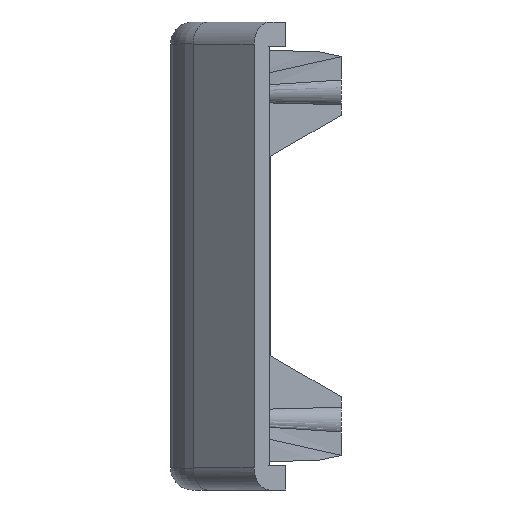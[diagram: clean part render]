
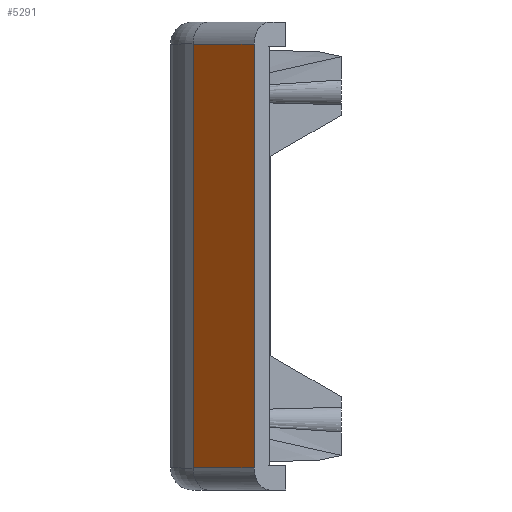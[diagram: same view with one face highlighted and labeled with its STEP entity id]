
A CAD part, left-side view. The second image highlights one B-rep face of the part: STEP entity #5291.
In plain terms, the highlighted planar face has unit normal (-0.707, 0.707, 0).
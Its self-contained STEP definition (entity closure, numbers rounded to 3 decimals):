
#184 = PLANE('',#185);
#185 = AXIS2_PLACEMENT_3D('',#186,#187,#188);
#186 = CARTESIAN_POINT('',(-31.932,2.828,21.1));
#187 = DIRECTION('',(0.707,0.707,0.));
#188 = DIRECTION('',(-0.707,0.707,0.));
#212 = CYLINDRICAL_SURFACE('',#213,2.);
#213 = AXIS2_PLACEMENT_3D('',#214,#215,#216);
#214 = CARTESIAN_POINT('',(-24.947,6.985,-19.1));
#215 = DIRECTION('',(-0.707,-0.707,0.));
#216 = DIRECTION('',(0.707,-0.707,0.));
#1036 = VERTEX_POINT('',#1037);
#1037 = CARTESIAN_POINT('',(-31.932,2.828,19.1));
#1052 = CYLINDRICAL_SURFACE('',#1053,2.);
#1053 = AXIS2_PLACEMENT_3D('',#1054,#1055,#1056);
#1054 = CARTESIAN_POINT('',(-24.947,6.985,19.1));
#1055 = DIRECTION('',(-0.707,-0.707,0.));
#1056 = DIRECTION('',(0.707,-0.707,0.));
#1064 = EDGE_CURVE('',#1065,#1036,#1067,.T.);
#1065 = VERTEX_POINT('',#1066);
#1066 = CARTESIAN_POINT('',(-31.932,2.828,-19.1));
#1067 = SURFACE_CURVE('',#1068,(#1072,#1079),.PCURVE_S1.);
#1068 = LINE('',#1069,#1070);
#1069 = CARTESIAN_POINT('',(-31.932,2.828,21.1));
#1070 = VECTOR('',#1071,1.);
#1071 = DIRECTION('',(0.,0.,1.));
#1072 = PCURVE('',#184,#1073);
#1073 = DEFINITIONAL_REPRESENTATION('',(#1074),#1078);
#1074 = LINE('',#1075,#1076);
#1075 = CARTESIAN_POINT('',(0.,0.));
#1076 = VECTOR('',#1077,1.);
#1077 = DIRECTION('',(0.,1.));
#1078 = ( GEOMETRIC_REPRESENTATION_CONTEXT(2) 
PARAMETRIC_REPRESENTATION_CONTEXT() REPRESENTATION_CONTEXT('2D SPACE',''
  ) );
#1079 = PCURVE('',#1080,#1085);
#1080 = PLANE('',#1081);
#1081 = AXIS2_PLACEMENT_3D('',#1082,#1083,#1084);
#1082 = CARTESIAN_POINT('',(-26.361,8.399,19.1));
#1083 = DIRECTION('',(-0.707,0.707,0.));
#1084 = DIRECTION('',(-0.707,-0.707,0.));
#1085 = DEFINITIONAL_REPRESENTATION('',(#1086),#1090);
#1086 = LINE('',#1087,#1088);
#1087 = CARTESIAN_POINT('',(7.879,2.));
#1088 = VECTOR('',#1089,1.);
#1089 = DIRECTION('',(0.,1.));
#1090 = ( GEOMETRIC_REPRESENTATION_CONTEXT(2) 
PARAMETRIC_REPRESENTATION_CONTEXT() REPRESENTATION_CONTEXT('2D SPACE',''
  ) );
#1269 = CYLINDRICAL_SURFACE('',#1270,7.);
#1270 = AXIS2_PLACEMENT_3D('',#1271,#1272,#1273);
#1271 = CARTESIAN_POINT('',(-21.497,3.364,21.1));
#1272 = DIRECTION('',(0.,0.,-1.));
#1273 = DIRECTION('',(-1.,0.,0.));
#4125 = EDGE_CURVE('',#4126,#4128,#4130,.T.);
#4126 = VERTEX_POINT('',#4127);
#4127 = CARTESIAN_POINT('',(-26.447,8.314,19.1));
#4128 = VERTEX_POINT('',#4129);
#4129 = CARTESIAN_POINT('',(-26.447,8.314,-19.1));
#4130 = SURFACE_CURVE('',#4131,(#4135,#4142),.PCURVE_S1.);
#4131 = LINE('',#4132,#4133);
#4132 = CARTESIAN_POINT('',(-26.447,8.314,21.1));
#4133 = VECTOR('',#4134,1.);
#4134 = DIRECTION('',(0.,0.,-1.));
#4135 = PCURVE('',#1269,#4136);
#4136 = DEFINITIONAL_REPRESENTATION('',(#4137),#4141);
#4137 = LINE('',#4138,#4139);
#4138 = CARTESIAN_POINT('',(0.785,0.));
#4139 = VECTOR('',#4140,1.);
#4140 = DIRECTION('',(0.,1.));
#4141 = ( GEOMETRIC_REPRESENTATION_CONTEXT(2) 
PARAMETRIC_REPRESENTATION_CONTEXT() REPRESENTATION_CONTEXT('2D SPACE',''
  ) );
#4142 = PCURVE('',#1080,#4143);
#4143 = DEFINITIONAL_REPRESENTATION('',(#4144),#4148);
#4144 = LINE('',#4145,#4146);
#4145 = CARTESIAN_POINT('',(0.121,2.));
#4146 = VECTOR('',#4147,1.);
#4147 = DIRECTION('',(-0.,-1.));
#4148 = ( GEOMETRIC_REPRESENTATION_CONTEXT(2) 
PARAMETRIC_REPRESENTATION_CONTEXT() REPRESENTATION_CONTEXT('2D SPACE',''
  ) );
#5291 = ADVANCED_FACE('',(#5292),#1080,.T.);
#5292 = FACE_BOUND('',#5293,.T.);
#5293 = EDGE_LOOP('',(#5294,#5295,#5316,#5317));
#5294 = ORIENTED_EDGE('',*,*,#4125,.T.);
#5295 = ORIENTED_EDGE('',*,*,#5296,.T.);
#5296 = EDGE_CURVE('',#4128,#1065,#5297,.T.);
#5297 = SURFACE_CURVE('',#5298,(#5302,#5309),.PCURVE_S1.);
#5298 = LINE('',#5299,#5300);
#5299 = CARTESIAN_POINT('',(-26.361,8.399,-19.1));
#5300 = VECTOR('',#5301,1.);
#5301 = DIRECTION('',(-0.707,-0.707,0.));
#5302 = PCURVE('',#1080,#5303);
#5303 = DEFINITIONAL_REPRESENTATION('',(#5304),#5308);
#5304 = LINE('',#5305,#5306);
#5305 = CARTESIAN_POINT('',(-0.,-38.2));
#5306 = VECTOR('',#5307,1.);
#5307 = DIRECTION('',(1.,0.));
#5308 = ( GEOMETRIC_REPRESENTATION_CONTEXT(2) 
PARAMETRIC_REPRESENTATION_CONTEXT() REPRESENTATION_CONTEXT('2D SPACE',''
  ) );
#5309 = PCURVE('',#212,#5310);
#5310 = DEFINITIONAL_REPRESENTATION('',(#5311),#5315);
#5311 = LINE('',#5312,#5313);
#5312 = CARTESIAN_POINT('',(3.142,0.));
#5313 = VECTOR('',#5314,1.);
#5314 = DIRECTION('',(0.,1.));
#5315 = ( GEOMETRIC_REPRESENTATION_CONTEXT(2) 
PARAMETRIC_REPRESENTATION_CONTEXT() REPRESENTATION_CONTEXT('2D SPACE',''
  ) );
#5316 = ORIENTED_EDGE('',*,*,#1064,.T.);
#5317 = ORIENTED_EDGE('',*,*,#5318,.F.);
#5318 = EDGE_CURVE('',#4126,#1036,#5319,.T.);
#5319 = SURFACE_CURVE('',#5320,(#5324,#5331),.PCURVE_S1.);
#5320 = LINE('',#5321,#5322);
#5321 = CARTESIAN_POINT('',(-26.361,8.399,19.1));
#5322 = VECTOR('',#5323,1.);
#5323 = DIRECTION('',(-0.707,-0.707,0.));
#5324 = PCURVE('',#1080,#5325);
#5325 = DEFINITIONAL_REPRESENTATION('',(#5326),#5330);
#5326 = LINE('',#5327,#5328);
#5327 = CARTESIAN_POINT('',(0.,0.));
#5328 = VECTOR('',#5329,1.);
#5329 = DIRECTION('',(1.,0.));
#5330 = ( GEOMETRIC_REPRESENTATION_CONTEXT(2) 
PARAMETRIC_REPRESENTATION_CONTEXT() REPRESENTATION_CONTEXT('2D SPACE',''
  ) );
#5331 = PCURVE('',#1052,#5332);
#5332 = DEFINITIONAL_REPRESENTATION('',(#5333),#5337);
#5333 = LINE('',#5334,#5335);
#5334 = CARTESIAN_POINT('',(3.142,0.));
#5335 = VECTOR('',#5336,1.);
#5336 = DIRECTION('',(0.,1.));
#5337 = ( GEOMETRIC_REPRESENTATION_CONTEXT(2) 
PARAMETRIC_REPRESENTATION_CONTEXT() REPRESENTATION_CONTEXT('2D SPACE',''
  ) );
